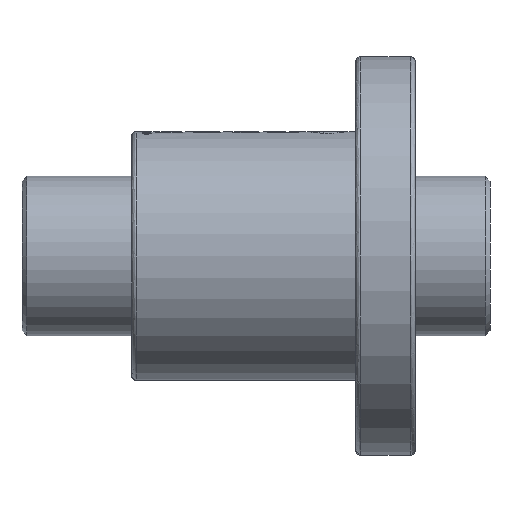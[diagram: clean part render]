
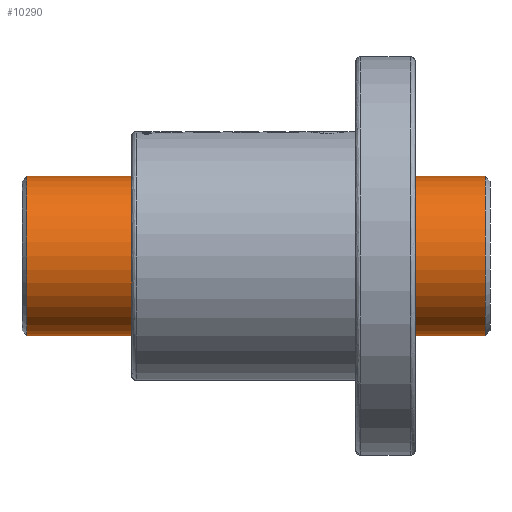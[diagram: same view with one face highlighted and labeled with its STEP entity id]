
A CAD part, front view. The second image highlights one B-rep face of the part: STEP entity #10290.
In plain terms, the highlighted cylindrical face has radius 16 mm (diameter 32 mm), a partial arc.
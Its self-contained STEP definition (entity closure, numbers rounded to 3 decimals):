
#142 = VECTOR ( 'NONE', #7062, 1000. ) ;
#1333 = CARTESIAN_POINT ( 'NONE',  ( -74., 0., 16. ) ) ;
#1479 = CARTESIAN_POINT ( 'NONE',  ( -74., 0., 0. ) ) ;
#1568 = DIRECTION ( 'NONE',  ( 1., 0., 0. ) ) ;
#2591 = ORIENTED_EDGE ( 'NONE', *, *, #21240, .T. ) ;
#3061 = VECTOR ( 'NONE', #19460, 1000. ) ;
#3433 = CARTESIAN_POINT ( 'NONE',  ( -93., 0., -16. ) ) ;
#3466 = CIRCLE ( 'NONE', #24021, 16. ) ;
#4027 = DIRECTION ( 'NONE',  ( 0., 0., -1. ) ) ;
#4342 = CARTESIAN_POINT ( 'NONE',  ( -74., 0., -16. ) ) ;
#5062 = AXIS2_PLACEMENT_3D ( 'NONE', #23345, #15859, #6289 ) ;
#5119 = LINE ( 'NONE', #1333, #142 ) ;
#6289 = DIRECTION ( 'NONE',  ( 0., 0., -1. ) ) ;
#7062 = DIRECTION ( 'NONE',  ( 1., 0., 0. ) ) ;
#7209 = ORIENTED_EDGE ( 'NONE', *, *, #18431, .T. ) ;
#7885 = EDGE_LOOP ( 'NONE', ( #16035, #7209, #2591, #16388 ) ) ;
#8453 = EDGE_CURVE ( 'NONE', #10077, #12250, #5119, .T. ) ;
#9347 = CIRCLE ( 'NONE', #5062, 16. ) ;
#10077 = VERTEX_POINT ( 'NONE', #17150 ) ;
#10290 = ADVANCED_FACE ( 'NONE', ( #11876 ), #23033, .T. ) ;
#11876 = FACE_OUTER_BOUND ( 'NONE', #7885, .T. ) ;
#12250 = VERTEX_POINT ( 'NONE', #23989 ) ;
#13926 = VERTEX_POINT ( 'NONE', #3433 ) ;
#14644 = VERTEX_POINT ( 'NONE', #19234 ) ;
#14672 = DIRECTION ( 'NONE',  ( 0., 0., -1. ) ) ;
#15580 = EDGE_CURVE ( 'NONE', #14644, #12250, #9347, .T. ) ;
#15859 = DIRECTION ( 'NONE',  ( -1., 0., 0. ) ) ;
#16035 = ORIENTED_EDGE ( 'NONE', *, *, #8453, .F. ) ;
#16388 = ORIENTED_EDGE ( 'NONE', *, *, #15580, .T. ) ;
#17150 = CARTESIAN_POINT ( 'NONE',  ( -93., 0., 16. ) ) ;
#18431 = EDGE_CURVE ( 'NONE', #10077, #13926, #3466, .T. ) ;
#19234 = CARTESIAN_POINT ( 'NONE',  ( -1., 0., -16. ) ) ;
#19460 = DIRECTION ( 'NONE',  ( 1., 0., 0. ) ) ;
#19713 = AXIS2_PLACEMENT_3D ( 'NONE', #1479, #1568, #14672 ) ;
#20669 = LINE ( 'NONE', #4342, #3061 ) ;
#21240 = EDGE_CURVE ( 'NONE', #13926, #14644, #20669, .T. ) ;
#22743 = DIRECTION ( 'NONE',  ( 1., 0., 0. ) ) ;
#22889 = CARTESIAN_POINT ( 'NONE',  ( -93., 0., 0. ) ) ;
#23033 = CYLINDRICAL_SURFACE ( 'NONE', #19713, 16. ) ;
#23345 = CARTESIAN_POINT ( 'NONE',  ( -1., 0., 0. ) ) ;
#23989 = CARTESIAN_POINT ( 'NONE',  ( -1., 0., 16. ) ) ;
#24021 = AXIS2_PLACEMENT_3D ( 'NONE', #22889, #22743, #4027 ) ;
